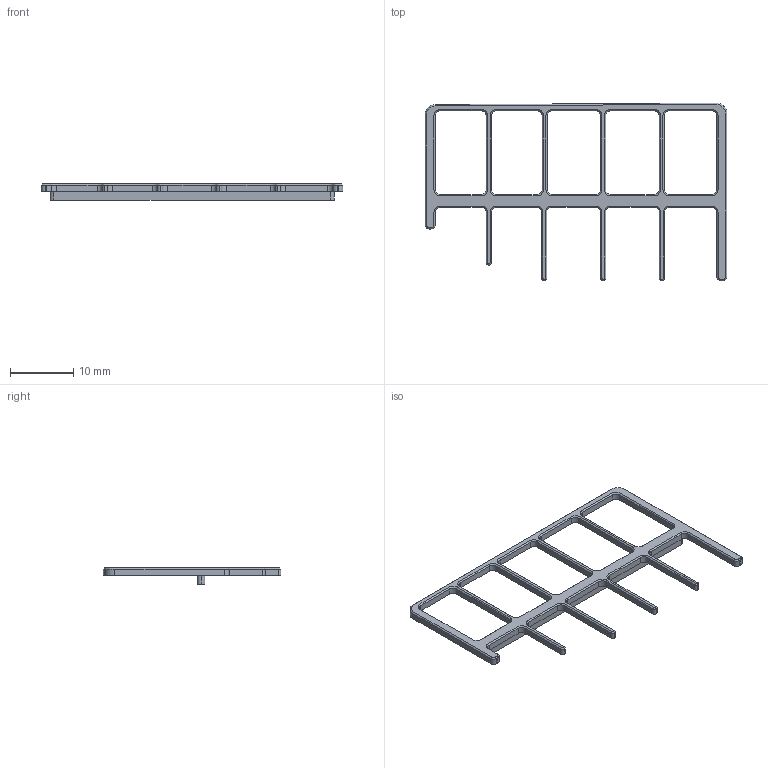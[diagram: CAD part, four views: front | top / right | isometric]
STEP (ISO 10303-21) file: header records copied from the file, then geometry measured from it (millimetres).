
FILE_DESCRIPTION(('HOOPS Exchange Step'),'2;1');
FILE_NAME('retro_tech_led_gooper_REV1.stp','2024-07-31T14:33:15-07:00',('true'),('Unknown organisation'),'HOOPS Exchange 2023.2','HOOPS Exchange','Unknown authorisation');
FILE_SCHEMA( ('AP203_CONFIGURATION_CONTROLLED_3D_DESIGN_OF_MECHANICAL_PARTS_AND_ASSEMBLIES_MIM_LF') );
Length unit declared in the file: millimetre
Products named in the file (1): export
Bounding box: 47.6 x 28.02 x 2.6 mm (x, y, z)
Volume: 416.9 mm3; surface area: 1302.6 mm2
Topology: 2 solids, 2 shells, 181 faces, 448 edges, 273 vertices
Faces by surface type: plane 88, cylinder 45, cone 44, bspline 4
Entity records: 5345 total; most frequent: CARTESIAN_POINT 973, DIRECTION 928, ORIENTED_EDGE 892, EDGE_CURVE 446, AXIS2_PLACEMENT_3D 312, VECTOR 304, LINE 304, VERTEX_POINT 269
